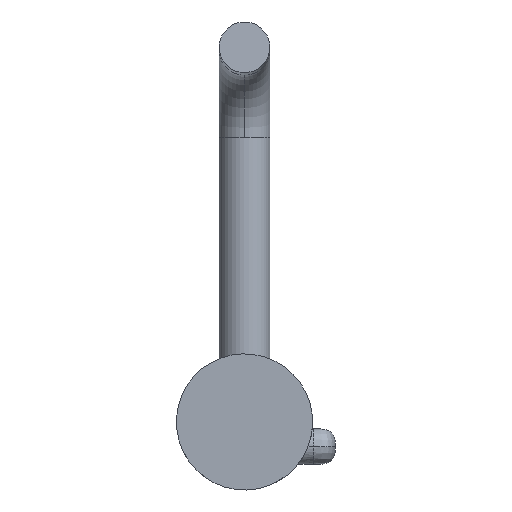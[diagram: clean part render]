
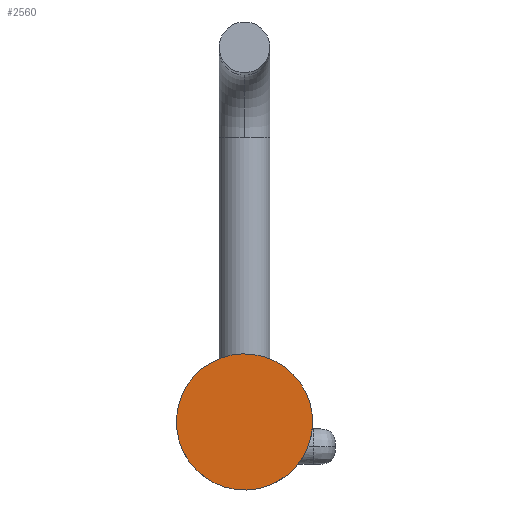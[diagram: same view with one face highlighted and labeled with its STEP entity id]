
A CAD part, front view. The second image highlights one B-rep face of the part: STEP entity #2560.
In plain terms, the highlighted planar face has unit normal (0, -1, 0).
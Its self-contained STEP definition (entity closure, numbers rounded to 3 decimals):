
#5 = CARTESIAN_POINT ( 'NONE',  ( -32.179, 0., -9.717 ) ) ;
#168 = DIRECTION ( 'NONE',  ( 0., 0., -1. ) ) ;
#187 = CARTESIAN_POINT ( 'NONE',  ( 3.69, 0., -30.566 ) ) ;
#246 = VERTEX_POINT ( 'NONE', #4267 ) ;
#667 = CARTESIAN_POINT ( 'NONE',  ( -1.239, 0., -30.76 ) ) ;
#890 = AXIS2_PLACEMENT_3D ( 'NONE', #3413, #3336, #168 ) ;
#1393 = EDGE_LOOP ( 'NONE', ( #3442, #4595 ) ) ;
#1561 = CARTESIAN_POINT ( 'NONE',  ( 1.245, 0., -30.762 ) ) ;
#1727 = FACE_OUTER_BOUND ( 'NONE', #1393, .T. ) ;
#2007 = CARTESIAN_POINT ( 'NONE',  ( 18.063, 0., -28.251 ) ) ;
#2068 = CARTESIAN_POINT ( 'NONE',  ( -3.758, 0., -30.519 ) ) ;
#2259 = CARTESIAN_POINT ( 'NONE',  ( -3.758, 0., -30.519 ) ) ;
#2275 = CARTESIAN_POINT ( 'NONE',  ( -4.6, 0., -30.416 ) ) ;
#2291 = CARTESIAN_POINT ( 'NONE',  ( -8.671, 0., -29.541 ) ) ;
#2506 = CARTESIAN_POINT ( 'NONE',  ( 20.602, 0., 28.445 ) ) ;
#2560 = ADVANCED_FACE ( 'NONE', ( #1727 ), #5198, .F. ) ;
#2684 = EDGE_CURVE ( 'NONE', #246, #4526, #5417, .T. ) ;
#2745 = CARTESIAN_POINT ( 'NONE',  ( -24.377, 0., -23.025 ) ) ;
#2762 = CARTESIAN_POINT ( 'NONE',  ( 3.758, 0., 30.519 ) ) ;
#2817 = CARTESIAN_POINT ( 'NONE',  ( 3.758, 0., 30.519 ) ) ;
#3196 = CARTESIAN_POINT ( 'NONE',  ( -13.086, 0., 32.594 ) ) ;
#3336 = DIRECTION ( 'NONE',  ( 0., 1., 0. ) ) ;
#3413 = CARTESIAN_POINT ( 'NONE',  ( 0., 0., 0. ) ) ;
#3414 = CARTESIAN_POINT ( 'NONE',  ( -2.916, 0., -30.623 ) ) ;
#3442 = ORIENTED_EDGE ( 'NONE', *, *, #2684, .F. ) ;
#3483 = CARTESIAN_POINT ( 'NONE',  ( 3.758, 0., 30.519 ) ) ;
#3599 = B_SPLINE_CURVE_WITH_KNOTS ( 'NONE', 3,
 ( #2817, #2506, #5256, #4767, #2007, #187, #1561, #667, #3414, #2068 ),
 .UNSPECIFIED., .F., .F.,
 ( 4, 2, 1, 1, 1, 1, 4 ),
 ( 0.096, 0.144, 0.182, 0.185, 0.187, 0.189, 0.192 ),
 .UNSPECIFIED. ) ;
#4267 = CARTESIAN_POINT ( 'NONE',  ( -3.758, 0., -30.519 ) ) ;
#4526 = VERTEX_POINT ( 'NONE', #3483 ) ;
#4557 = CARTESIAN_POINT ( 'NONE',  ( -6.26, 0., -30.142 ) ) ;
#4595 = ORIENTED_EDGE ( 'NONE', *, *, #5419, .F. ) ;
#4767 = CARTESIAN_POINT ( 'NONE',  ( 28.86, 0., -17.233 ) ) ;
#5085 = CARTESIAN_POINT ( 'NONE',  ( -28.445, 0., 20.602 ) ) ;
#5198 = PLANE ( 'NONE',  #890 ) ;
#5256 = CARTESIAN_POINT ( 'NONE',  ( 32.594, 0., 13.086 ) ) ;
#5417 = B_SPLINE_CURVE_WITH_KNOTS ( 'NONE', 3,
 ( #2259, #2275, #4557, #2291, #5464, #2745, #5, #5085, #3196, #2762 ),
 .UNSPECIFIED., .F., .F.,
 ( 4, 1, 1, 1, 1, 2, 4 ),
 ( 0., 0.002, 0.005, 0.007, 0.01, 0.048, 0.096 ),
 .UNSPECIFIED. ) ;
#5419 = EDGE_CURVE ( 'NONE', #4526, #246, #3599, .T. ) ;
#5464 = CARTESIAN_POINT ( 'NONE',  ( -10.995, 0., -28.758 ) ) ;
